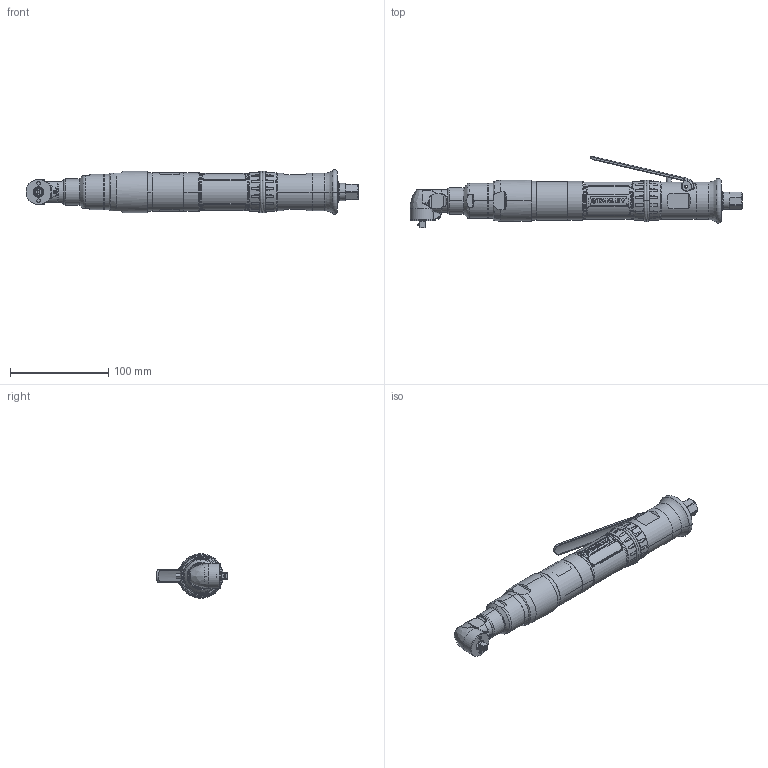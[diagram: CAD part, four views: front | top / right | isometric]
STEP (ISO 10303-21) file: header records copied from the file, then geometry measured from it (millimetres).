
FILE_DESCRIPTION((''),'2;1');
FILE_NAME('AA23LA13-14','2010-09-07T',('EJF1116'),(''),'PRO/ENGINEER BY PARAMETRIC TECHNOLOGY CORPORATION, 2005030','PRO/ENGINEER BY PARAMETRIC TECHNOLOGY CORPORATION, 2005030','');
FILE_SCHEMA(('CONFIG_CONTROL_DESIGN'));
Products named in the file (1): AA23LA13-14
Bounding box: 338.33 x 73.31 x 45.42 mm (x, y, z)
Surface area: 84763.7 mm2 (no closed solid volume)
Topology: 0 solids, 86 shells, 662 faces, 2932 edges, 2228 vertices
Faces by surface type: cylinder 317, plane 176, bspline 78, cone 43, torus 40, extrusion 5, sphere 3
Entity records: 66233 total; most frequent: CARTESIAN_POINT 44739, ORIENTED_EDGE 4245, DIRECTION 3898, EDGE_CURVE 2930, VERTEX_POINT 2228, AXIS2_PLACEMENT_3D 1504, B_SPLINE_CURVE_WITH_KNOTS 1125, CIRCLE 925
